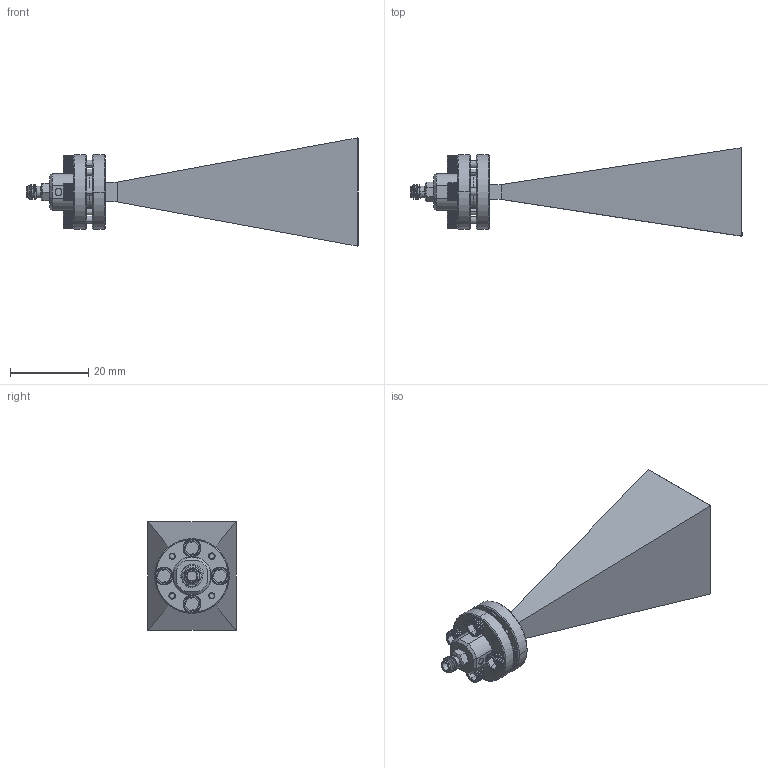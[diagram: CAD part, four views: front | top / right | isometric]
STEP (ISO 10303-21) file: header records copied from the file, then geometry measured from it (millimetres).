
FILE_DESCRIPTION (( 'STEP AP203' ), '1' );
FILE_NAME ('SAR-2507-101F-E2.STEP', '2019-08-15T19:17:06', ( '' ), ( '' ), 'SwSTEP 2.0', 'SolidWorks 2016', '' );
FILE_SCHEMA (( 'CONFIG_CONTROL_DESIGN' ));
Length unit declared in the file: inch
Products named in the file (1): SAR-2507-101F-E2
Bounding box: 84.75 x 22.53 x 27.59 mm (x, y, z)
Volume: 18227.7 mm3; surface area: 7302.7 mm2
Topology: 11 solids, 11 shells, 812 faces, 2177 edges, 1416 vertices
Faces by surface type: plane 463, cylinder 257, cone 78, torus 10, bspline 4
Entity records: 27335 total; most frequent: CARTESIAN_POINT 8082, ORIENTED_EDGE 4354, DIRECTION 3534, EDGE_CURVE 2177, VERTEX_POINT 1416, AXIS2_PLACEMENT_3D 1358, EDGE_LOOP 873, VECTOR 818
